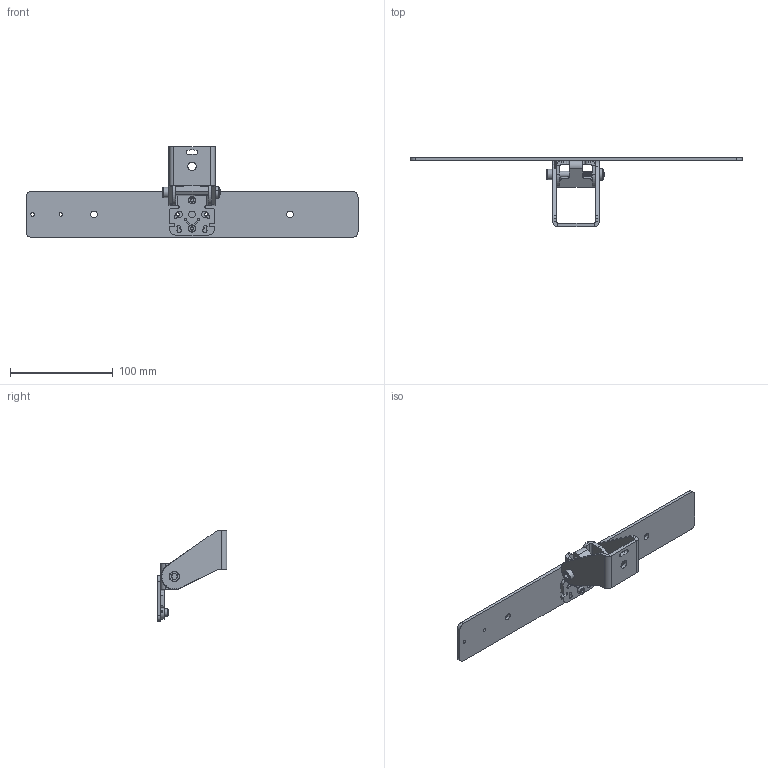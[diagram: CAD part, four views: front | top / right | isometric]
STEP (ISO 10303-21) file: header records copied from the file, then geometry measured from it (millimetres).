
FILE_DESCRIPTION (( 'STEP AP203' ), '1' );
FILE_NAME ('PTU-LC.STEP', '2023-06-13T12:14:21', ( '' ), ( '' ), 'SwSTEP 2.0', 'SolidWorks 2021', '' );
FILE_SCHEMA (( 'CONFIG_CONTROL_DESIGN' ));
Length unit declared in the file: inch
Products named in the file (8): PTU-LC; 200302; SP-M6-1; 91292A144_91292A144; 91292A107_91292A107; 200301; 201352; 200300_BOM
Assembly tree (8 placements, depth 3):
  PTU-LC
    200300_BOM
      200301
      SP-M6-1
    200302
    201352
    91292A144_91292A144
    91292A107_91292A107  x2
Bounding box: 322.58 x 67.47 x 88.01 mm (x, y, z)
Volume: 76459.2 mm3; surface area: 54279.4 mm2
Topology: 7 solids, 7 shells, 476 faces, 1263 edges, 816 vertices
Faces by surface type: cylinder 238, plane 195, cone 36, bspline 7
Full cylindrical faces by diameter (mm): 3.3 x6, 4.366 x1, 6 x23, 6.1 x1, 6.2 x2, 6.35 x3, 7 x2, 8.204 x1, 8.75 x1, 10 x1
Entity records: 19495 total; most frequent: CARTESIAN_POINT 7638, DIRECTION 2406, ORIENTED_EDGE 2226, EDGE_CURVE 1113, AXIS2_PLACEMENT_3D 887, VERTEX_POINT 733, VECTOR 632, LINE 632
